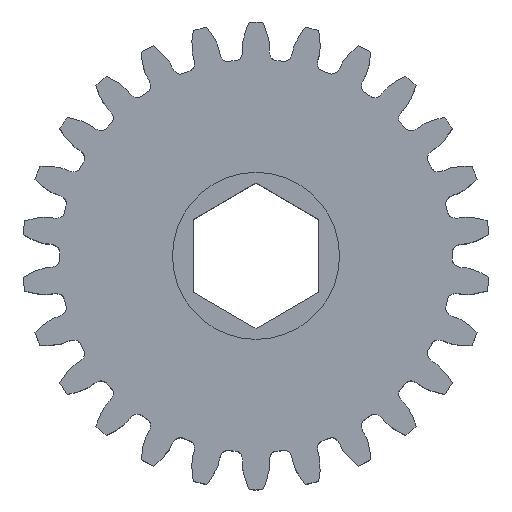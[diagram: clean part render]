
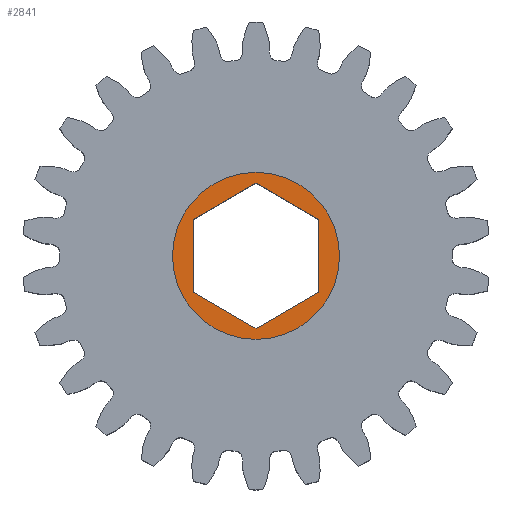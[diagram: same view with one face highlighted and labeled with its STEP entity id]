
A CAD part, top view. The second image highlights one B-rep face of the part: STEP entity #2841.
In plain terms, the highlighted planar face has unit normal (0, 0, 1).
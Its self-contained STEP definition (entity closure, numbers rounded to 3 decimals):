
#19 = ORIENTED_EDGE ( 'NONE', *, *, #452, .F. ) ;
#84 = VECTOR ( 'NONE', #10126, 1000. ) ;
#147 = VERTEX_POINT ( 'NONE', #7459 ) ;
#165 = VERTEX_POINT ( 'NONE', #659 ) ;
#452 = EDGE_CURVE ( 'NONE', #1491, #4151, #4638, .T. ) ;
#659 = CARTESIAN_POINT ( 'NONE',  ( 4.788, -2.764, 6.3 ) ) ;
#819 = CARTESIAN_POINT ( 'NONE',  ( 4.788, -2.764, 6.3 ) ) ;
#848 = DIRECTION ( 'NONE',  ( 0., 0., -1. ) ) ;
#1038 = LINE ( 'NONE', #6038, #8590 ) ;
#1110 = ORIENTED_EDGE ( 'NONE', *, *, #2929, .T. ) ;
#1491 = VERTEX_POINT ( 'NONE', #7626 ) ;
#1660 = DIRECTION ( 'NONE',  ( 0., 1., 0. ) ) ;
#2000 = CARTESIAN_POINT ( 'NONE',  ( 0., -6.35, 6.3 ) ) ;
#2041 = LINE ( 'NONE', #8442, #6141 ) ;
#2152 = AXIS2_PLACEMENT_3D ( 'NONE', #5703, #6613, #5777 ) ;
#2276 = DIRECTION ( 'NONE',  ( -0.866, 0.5, 0. ) ) ;
#2365 = DIRECTION ( 'NONE',  ( 0.866, 0.5, 0. ) ) ;
#2545 = LINE ( 'NONE', #819, #4339 ) ;
#2630 = EDGE_CURVE ( 'NONE', #6153, #165, #2693, .T. ) ;
#2693 = LINE ( 'NONE', #4944, #84 ) ;
#2765 = ORIENTED_EDGE ( 'NONE', *, *, #3773, .T. ) ;
#2841 = ADVANCED_FACE ( 'NONE', ( #6947, #11080 ), #9308, .F. ) ;
#2929 = EDGE_CURVE ( 'NONE', #4721, #147, #1038, .T. ) ;
#3443 = EDGE_CURVE ( 'NONE', #147, #4285, #8043, .T. ) ;
#3773 = EDGE_CURVE ( 'NONE', #165, #10557, #2545, .T. ) ;
#4140 = EDGE_CURVE ( 'NONE', #4151, #1491, #8748, .T. ) ;
#4151 = VERTEX_POINT ( 'NONE', #2000 ) ;
#4158 = ORIENTED_EDGE ( 'NONE', *, *, #5802, .T. ) ;
#4176 = DIRECTION ( 'NONE',  ( -0.866, -0.5, 0. ) ) ;
#4278 = DIRECTION ( 'NONE',  ( 0., 1., 0. ) ) ;
#4285 = VERTEX_POINT ( 'NONE', #11170 ) ;
#4339 = VECTOR ( 'NONE', #4176, 1000. ) ;
#4638 = CIRCLE ( 'NONE', #2152, 6.35 ) ;
#4721 = VERTEX_POINT ( 'NONE', #10539 ) ;
#4824 = CARTESIAN_POINT ( 'NONE',  ( 0., -5.529, 6.3 ) ) ;
#4944 = CARTESIAN_POINT ( 'NONE',  ( 4.788, 2.764, 6.3 ) ) ;
#5100 = DIRECTION ( 'NONE',  ( 0., 0., -1. ) ) ;
#5703 = CARTESIAN_POINT ( 'NONE',  ( 0., 0., 6.3 ) ) ;
#5756 = EDGE_CURVE ( 'NONE', #4285, #6153, #2041, .T. ) ;
#5777 = DIRECTION ( 'NONE',  ( 0., 1., 0. ) ) ;
#5802 = EDGE_CURVE ( 'NONE', #10557, #4721, #7262, .T. ) ;
#5971 = ORIENTED_EDGE ( 'NONE', *, *, #3443, .T. ) ;
#5975 = DIRECTION ( 'NONE',  ( 0., 1., 0. ) ) ;
#6038 = CARTESIAN_POINT ( 'NONE',  ( -4.788, -2.764, 6.3 ) ) ;
#6069 = AXIS2_PLACEMENT_3D ( 'NONE', #8754, #848, #4278 ) ;
#6141 = VECTOR ( 'NONE', #10115, 1000. ) ;
#6153 = VERTEX_POINT ( 'NONE', #9598 ) ;
#6613 = DIRECTION ( 'NONE',  ( 0., 0., -1. ) ) ;
#6947 = FACE_BOUND ( 'NONE', #7494, .T. ) ;
#7262 = LINE ( 'NONE', #4824, #10549 ) ;
#7459 = CARTESIAN_POINT ( 'NONE',  ( -4.788, 2.764, 6.3 ) ) ;
#7471 = ORIENTED_EDGE ( 'NONE', *, *, #4140, .F. ) ;
#7494 = EDGE_LOOP ( 'NONE', ( #1110, #5971, #9643, #9019, #2765, #4158 ) ) ;
#7506 = VECTOR ( 'NONE', #2365, 1000. ) ;
#7626 = CARTESIAN_POINT ( 'NONE',  ( 0., 6.35, 6.3 ) ) ;
#8043 = LINE ( 'NONE', #8462, #7506 ) ;
#8442 = CARTESIAN_POINT ( 'NONE',  ( 0., 5.529, 6.3 ) ) ;
#8462 = CARTESIAN_POINT ( 'NONE',  ( -4.788, 2.764, 6.3 ) ) ;
#8473 = CARTESIAN_POINT ( 'NONE',  ( 0., -5.529, 6.3 ) ) ;
#8590 = VECTOR ( 'NONE', #1660, 1000. ) ;
#8748 = CIRCLE ( 'NONE', #9018, 6.35 ) ;
#8754 = CARTESIAN_POINT ( 'NONE',  ( 0., 0., 6.3 ) ) ;
#9018 = AXIS2_PLACEMENT_3D ( 'NONE', #10355, #5100, #5975 ) ;
#9019 = ORIENTED_EDGE ( 'NONE', *, *, #2630, .T. ) ;
#9308 = PLANE ( 'NONE',  #6069 ) ;
#9598 = CARTESIAN_POINT ( 'NONE',  ( 4.788, 2.764, 6.3 ) ) ;
#9643 = ORIENTED_EDGE ( 'NONE', *, *, #5756, .T. ) ;
#10115 = DIRECTION ( 'NONE',  ( 0.866, -0.5, 0. ) ) ;
#10126 = DIRECTION ( 'NONE',  ( 0., -1., 0. ) ) ;
#10355 = CARTESIAN_POINT ( 'NONE',  ( 0., 0., 6.3 ) ) ;
#10360 = EDGE_LOOP ( 'NONE', ( #19, #7471 ) ) ;
#10539 = CARTESIAN_POINT ( 'NONE',  ( -4.788, -2.764, 6.3 ) ) ;
#10549 = VECTOR ( 'NONE', #2276, 1000. ) ;
#10557 = VERTEX_POINT ( 'NONE', #8473 ) ;
#11080 = FACE_OUTER_BOUND ( 'NONE', #10360, .T. ) ;
#11170 = CARTESIAN_POINT ( 'NONE',  ( 0., 5.529, 6.3 ) ) ;
